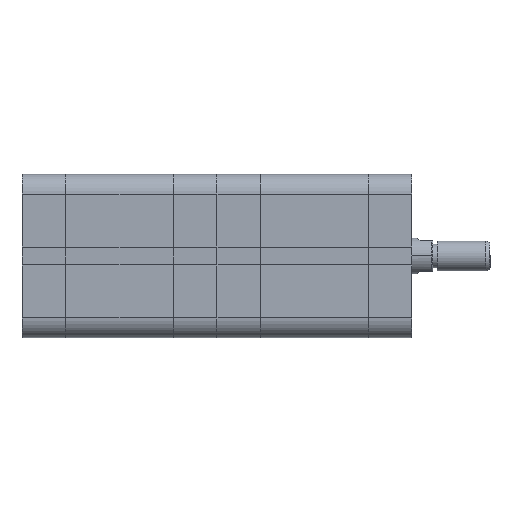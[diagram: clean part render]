
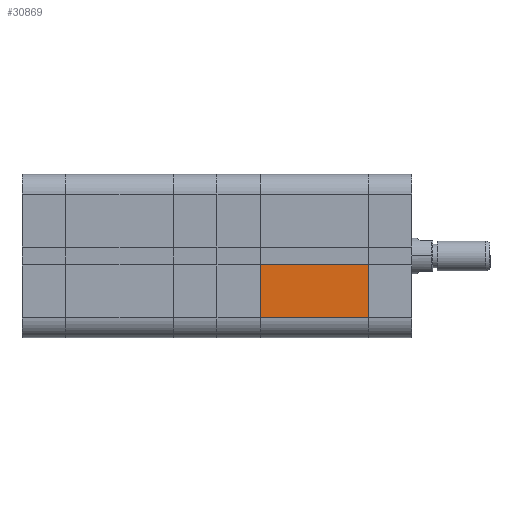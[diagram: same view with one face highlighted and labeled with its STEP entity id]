
A CAD part, front view. The second image highlights one B-rep face of the part: STEP entity #30869.
In plain terms, the highlighted planar face has unit normal (0, -1, 0).
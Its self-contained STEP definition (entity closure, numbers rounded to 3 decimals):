
#659 = EDGE_LOOP ( 'NONE', ( #25248, #15468, #31371, #7490 ) ) ;
#939 = AXIS2_PLACEMENT_3D ( 'NONE', #6051, #13627, #23710 ) ;
#2491 = CARTESIAN_POINT ( 'NONE',  ( 36., -27.25, -20.45 ) ) ;
#3444 = EDGE_CURVE ( 'NONE', #10887, #29619, #9130, .T. ) ;
#6051 = CARTESIAN_POINT ( 'NONE',  ( 36., -27.25, -27.25 ) ) ;
#6082 = VECTOR ( 'NONE', #30876, 1000. ) ;
#7490 = ORIENTED_EDGE ( 'NONE', *, *, #3444, .F. ) ;
#9050 = CARTESIAN_POINT ( 'NONE',  ( 36., -27.25, -2.8 ) ) ;
#9130 = LINE ( 'NONE', #19680, #16794 ) ;
#9241 = VERTEX_POINT ( 'NONE', #27896 ) ;
#9556 = CARTESIAN_POINT ( 'NONE',  ( 36., -27.25, -20.45 ) ) ;
#10723 = CARTESIAN_POINT ( 'NONE',  ( 0., -27.25, -20.45 ) ) ;
#10887 = VERTEX_POINT ( 'NONE', #9050 ) ;
#12181 = VECTOR ( 'NONE', #13708, 1000. ) ;
#13627 = DIRECTION ( 'NONE',  ( 0., 1., 0. ) ) ;
#13708 = DIRECTION ( 'NONE',  ( -1., 0., 0. ) ) ;
#15468 = ORIENTED_EDGE ( 'NONE', *, *, #28599, .T. ) ;
#15477 = LINE ( 'NONE', #2491, #28164 ) ;
#16039 = LINE ( 'NONE', #25792, #6082 ) ;
#16794 = VECTOR ( 'NONE', #21996, 1000. ) ;
#18594 = FACE_OUTER_BOUND ( 'NONE', #659, .T. ) ;
#18760 = EDGE_CURVE ( 'NONE', #30387, #29619, #15477, .T. ) ;
#19680 = CARTESIAN_POINT ( 'NONE',  ( 36., -27.25, -27.25 ) ) ;
#21996 = DIRECTION ( 'NONE',  ( 0., 0., -1. ) ) ;
#22351 = EDGE_CURVE ( 'NONE', #10887, #9241, #23307, .T. ) ;
#22768 = DIRECTION ( 'NONE',  ( 1., 0., 0. ) ) ;
#23307 = LINE ( 'NONE', #23632, #12181 ) ;
#23632 = CARTESIAN_POINT ( 'NONE',  ( 36.001, -27.25, -2.8 ) ) ;
#23710 = DIRECTION ( 'NONE',  ( 0., 0., 1. ) ) ;
#25248 = ORIENTED_EDGE ( 'NONE', *, *, #22351, .T. ) ;
#25792 = CARTESIAN_POINT ( 'NONE',  ( 0., -27.25, -27.25 ) ) ;
#27896 = CARTESIAN_POINT ( 'NONE',  ( 0., -27.25, -2.8 ) ) ;
#28164 = VECTOR ( 'NONE', #22768, 1000. ) ;
#28599 = EDGE_CURVE ( 'NONE', #9241, #30387, #16039, .T. ) ;
#28649 = PLANE ( 'NONE',  #939 ) ;
#29619 = VERTEX_POINT ( 'NONE', #9556 ) ;
#30387 = VERTEX_POINT ( 'NONE', #10723 ) ;
#30869 = ADVANCED_FACE ( 'NONE', ( #18594 ), #28649, .F. ) ;
#30876 = DIRECTION ( 'NONE',  ( 0., 0., -1. ) ) ;
#31371 = ORIENTED_EDGE ( 'NONE', *, *, #18760, .T. ) ;
